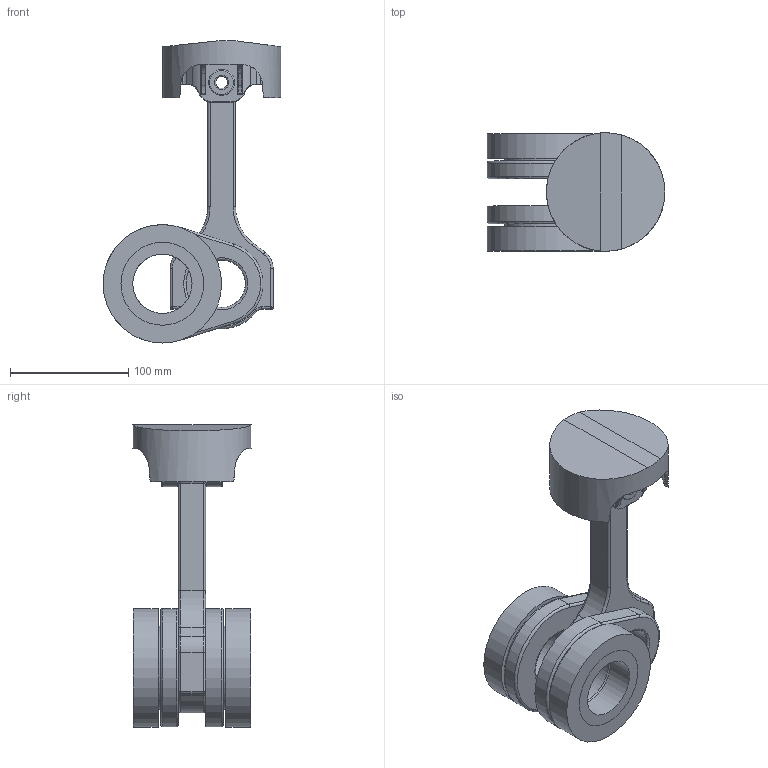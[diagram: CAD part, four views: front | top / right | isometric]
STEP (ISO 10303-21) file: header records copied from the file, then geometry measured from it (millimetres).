
FILE_DESCRIPTION(('FreeCAD Model'),'2;1');
FILE_NAME('Open CASCADE Shape Model','2024-12-10T09:58:37',(''),(''), 'Open CASCADE STEP processor 7.7','FreeCAD','Unknown');
FILE_SCHEMA(('AUTOMOTIVE_DESIGN { 1 0 10303 214 1 1 1 1 }'));
Length unit declared in the file: millimetre
Products named in the file (7): Kurbeltrieb_V4; Kurbelwelle_Fusion; Kolben_mit_WS_final; KW_Hauptlager2; KW_Hauptlager1; Kolben_bolzen; Pleuel
Assembly tree (6 placements, depth 2):
  Kurbeltrieb_V4
    Kurbelwelle_Fusion
    Kolben_mit_WS_final
    KW_Hauptlager2
    KW_Hauptlager1
    Kolben_bolzen
    Pleuel
Bounding box: 150 x 99.94 x 255 mm (x, y, z)
Volume: 790580.7 mm3; surface area: 194556.4 mm2
Topology: 6 solids, 6 shells, 437 faces, 1039 edges, 577 vertices
Faces by surface type: cylinder 189, plane 95, torus 85, bspline 44, sphere 24
Full cylindrical faces by diameter (mm): 10 x1, 22 x4, 40 x2, 50 x4, 60 x2, 70 x4, 94 x1, 100 x3
Entity records: 19749 total; most frequent: CARTESIAN_POINT 10028, DIRECTION 2095, ORIENTED_EDGE 1998, EDGE_CURVE 999, AXIS2_PLACEMENT_3D 868, VERTEX_POINT 577, FACE_BOUND 460, EDGE_LOOP 460
